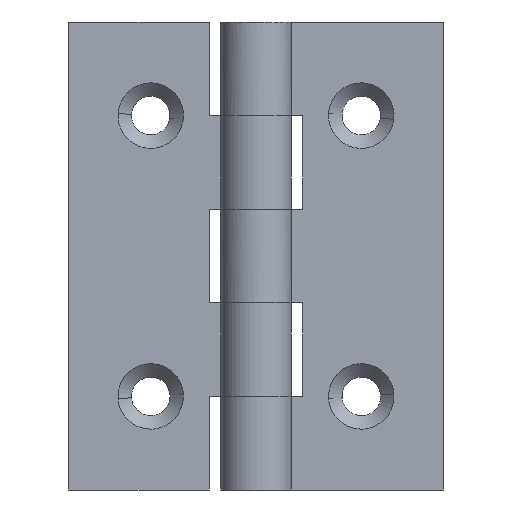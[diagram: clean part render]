
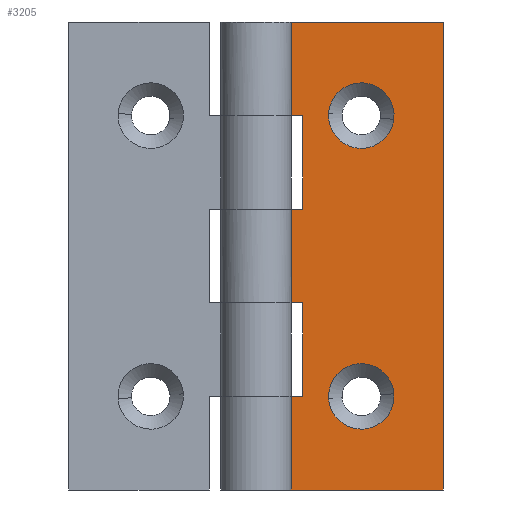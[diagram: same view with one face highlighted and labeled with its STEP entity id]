
A CAD part, front view. The second image highlights one B-rep face of the part: STEP entity #3205.
In plain terms, the highlighted free-form (B-spline) face has degree [1, 1] with [2, 2] control points.
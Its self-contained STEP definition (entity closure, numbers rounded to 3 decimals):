
#1955=CARTESIAN_POINT('',(11.78,1.5,31.67));
#1956=VERTEX_POINT('',#1955);
#1962=CARTESIAN_POINT('',(9.0,1.5,34.8));
#1963=VERTEX_POINT('',#1962);
#1964=CARTESIAN_POINT('',(11.78,1.5,31.67));
#1965=CARTESIAN_POINT('',(11.8,1.5,31.834));
#1966=CARTESIAN_POINT('',(11.8,1.5,32.0));
#1967=CARTESIAN_POINT('',(11.8,1.5,34.8));
#1968=CARTESIAN_POINT('',(9.0,1.5,34.8));
#1976=(BOUNDED_CURVE()B_SPLINE_CURVE(2,(#1964,#1965,#1966,#1967,#1968),.UNSPECIFIED.,.F.,.U.)B_SPLINE_CURVE_WITH_KNOTS((3,2,3),(0.23,0.25,0.5),.UNSPECIFIED.)CURVE()GEOMETRIC_REPRESENTATION_ITEM()RATIONAL_B_SPLINE_CURVE((0.956,0.976,1.0,0.707,1.0))REPRESENTATION_ITEM(''));
#1977=EDGE_CURVE('',#1956,#1963,#1976,.T.);
#1979=CARTESIAN_POINT('',(6.205,1.5,32.171));
#1980=VERTEX_POINT('',#1979);
#1981=CARTESIAN_POINT('',(9.0,1.5,34.8));
#1982=CARTESIAN_POINT('',(6.366,1.5,34.8));
#1983=CARTESIAN_POINT('',(6.205,1.5,32.171));
#1991=(BOUNDED_CURVE()B_SPLINE_CURVE(2,(#1981,#1982,#1983),.UNSPECIFIED.,.F.,.U.)B_SPLINE_CURVE_WITH_KNOTS((3,3),(0.5,0.739),.UNSPECIFIED.)CURVE()GEOMETRIC_REPRESENTATION_ITEM()RATIONAL_B_SPLINE_CURVE((1.0,0.72,0.976))REPRESENTATION_ITEM(''));
#1992=EDGE_CURVE('',#1963,#1980,#1991,.T.);
#2026=CARTESIAN_POINT('',(9.0,1.5,29.2));
#2027=VERTEX_POINT('',#2026);
#2028=CARTESIAN_POINT('',(6.205,1.5,32.171));
#2029=CARTESIAN_POINT('',(6.2,1.5,32.086));
#2030=CARTESIAN_POINT('',(6.2,1.5,32.0));
#2031=CARTESIAN_POINT('',(6.2,1.5,29.2));
#2032=CARTESIAN_POINT('',(9.0,1.5,29.2));
#2040=(BOUNDED_CURVE()B_SPLINE_CURVE(2,(#2028,#2029,#2030,#2031,#2032),.UNSPECIFIED.,.F.,.U.)B_SPLINE_CURVE_WITH_KNOTS((3,2,3),(0.739,0.75,1.0),.UNSPECIFIED.)CURVE()GEOMETRIC_REPRESENTATION_ITEM()RATIONAL_B_SPLINE_CURVE((0.976,0.988,1.0,0.707,1.0))REPRESENTATION_ITEM(''));
#2041=EDGE_CURVE('',#1980,#2027,#2040,.T.);
#2043=CARTESIAN_POINT('',(9.0,1.5,29.2));
#2044=CARTESIAN_POINT('',(11.487,1.5,29.2));
#2045=CARTESIAN_POINT('',(11.78,1.5,31.67));
#2053=(BOUNDED_CURVE()B_SPLINE_CURVE(2,(#2043,#2044,#2045),.UNSPECIFIED.,.F.,.U.)B_SPLINE_CURVE_WITH_KNOTS((3,3),(0.0,0.23),.UNSPECIFIED.)CURVE()GEOMETRIC_REPRESENTATION_ITEM()RATIONAL_B_SPLINE_CURVE((1.0,0.731,0.956))REPRESENTATION_ITEM(''));
#2054=EDGE_CURVE('',#2027,#1956,#2053,.T.);
#2280=CARTESIAN_POINT('',(11.791,1.5,8.22));
#2281=VERTEX_POINT('',#2280);
#2287=CARTESIAN_POINT('',(9.0,1.5,10.8));
#2288=VERTEX_POINT('',#2287);
#2289=CARTESIAN_POINT('',(9.0,1.5,10.8));
#2290=CARTESIAN_POINT('',(11.588,1.5,10.8));
#2291=CARTESIAN_POINT('',(11.791,1.5,8.22));
#2299=(BOUNDED_CURVE()B_SPLINE_CURVE(2,(#2289,#2290,#2291),.UNSPECIFIED.,.F.,.U.)B_SPLINE_CURVE_WITH_KNOTS((3,3),(0.0,0.236),.UNSPECIFIED.)CURVE()GEOMETRIC_REPRESENTATION_ITEM()RATIONAL_B_SPLINE_CURVE((1.0,0.723,0.97))REPRESENTATION_ITEM(''));
#2300=EDGE_CURVE('',#2288,#2281,#2299,.T.);
#2302=CARTESIAN_POINT('',(6.209,1.5,7.78));
#2303=VERTEX_POINT('',#2302);
#2304=CARTESIAN_POINT('',(6.209,1.5,7.78));
#2305=CARTESIAN_POINT('',(6.2,1.5,7.89));
#2306=CARTESIAN_POINT('',(6.2,1.5,8.0));
#2307=CARTESIAN_POINT('',(6.2,1.5,10.8));
#2308=CARTESIAN_POINT('',(9.0,1.5,10.8));
#2316=(BOUNDED_CURVE()B_SPLINE_CURVE(2,(#2304,#2305,#2306,#2307,#2308),.UNSPECIFIED.,.F.,.U.)B_SPLINE_CURVE_WITH_KNOTS((3,2,3),(0.736,0.75,1.0),.UNSPECIFIED.)CURVE()GEOMETRIC_REPRESENTATION_ITEM()RATIONAL_B_SPLINE_CURVE((0.97,0.984,1.0,0.707,1.0))REPRESENTATION_ITEM(''));
#2317=EDGE_CURVE('',#2303,#2288,#2316,.T.);
#2354=CARTESIAN_POINT('',(9.0,1.5,5.2));
#2355=VERTEX_POINT('',#2354);
#2356=CARTESIAN_POINT('',(9.0,1.5,5.2));
#2357=CARTESIAN_POINT('',(6.412,1.5,5.2));
#2358=CARTESIAN_POINT('',(6.209,1.5,7.78));
#2366=(BOUNDED_CURVE()B_SPLINE_CURVE(2,(#2356,#2357,#2358),.UNSPECIFIED.,.F.,.U.)B_SPLINE_CURVE_WITH_KNOTS((3,3),(0.5,0.736),.UNSPECIFIED.)CURVE()GEOMETRIC_REPRESENTATION_ITEM()RATIONAL_B_SPLINE_CURVE((1.0,0.723,0.97))REPRESENTATION_ITEM(''));
#2367=EDGE_CURVE('',#2355,#2303,#2366,.T.);
#2369=CARTESIAN_POINT('',(11.791,1.5,8.22));
#2370=CARTESIAN_POINT('',(11.8,1.5,8.11));
#2371=CARTESIAN_POINT('',(11.8,1.5,8.0));
#2372=CARTESIAN_POINT('',(11.8,1.5,5.2));
#2373=CARTESIAN_POINT('',(9.0,1.5,5.2));
#2381=(BOUNDED_CURVE()B_SPLINE_CURVE(2,(#2369,#2370,#2371,#2372,#2373),.UNSPECIFIED.,.F.,.U.)B_SPLINE_CURVE_WITH_KNOTS((3,2,3),(0.236,0.25,0.5),.UNSPECIFIED.)CURVE()GEOMETRIC_REPRESENTATION_ITEM()RATIONAL_B_SPLINE_CURVE((0.97,0.984,1.0,0.707,1.0))REPRESENTATION_ITEM(''));
#2382=EDGE_CURVE('',#2281,#2355,#2381,.T.);
#2402=CARTESIAN_POINT('',(4.0,1.5,32.0));
#2403=VERTEX_POINT('',#2402);
#2409=CARTESIAN_POINT('',(0.0,1.5,32.0));
#2410=VERTEX_POINT('',#2409);
#2411=CARTESIAN_POINT('',(0.0,1.5,32.0));
#2412=CARTESIAN_POINT('',(4.0,1.5,32.0));
#2413=QUASI_UNIFORM_CURVE('',1,(#2411,#2412),.UNSPECIFIED.,.F.,.U.);
#2414=EDGE_CURVE('',#2410,#2403,#2413,.T.);
#2501=CARTESIAN_POINT('',(0.0,1.5,24.0));
#2502=VERTEX_POINT('',#2501);
#2522=CARTESIAN_POINT('',(4.0,1.5,24.0));
#2523=VERTEX_POINT('',#2522);
#2524=CARTESIAN_POINT('',(4.0,1.5,24.0));
#2525=CARTESIAN_POINT('',(0.0,1.5,24.0));
#2526=QUASI_UNIFORM_CURVE('',1,(#2524,#2525),.UNSPECIFIED.,.F.,.U.);
#2527=EDGE_CURVE('',#2523,#2502,#2526,.T.);
#2556=CARTESIAN_POINT('',(4.0,1.5,32.0));
#2557=CARTESIAN_POINT('',(4.0,1.5,24.0));
#2558=QUASI_UNIFORM_CURVE('',1,(#2556,#2557),.UNSPECIFIED.,.F.,.U.);
#2559=EDGE_CURVE('',#2403,#2523,#2558,.T.);
#2599=CARTESIAN_POINT('',(0.0,1.5,8.0));
#2600=VERTEX_POINT('',#2599);
#2620=CARTESIAN_POINT('',(4.0,1.5,8.0));
#2621=VERTEX_POINT('',#2620);
#2622=CARTESIAN_POINT('',(4.0,1.5,8.0));
#2623=CARTESIAN_POINT('',(0.0,1.5,8.0));
#2624=QUASI_UNIFORM_CURVE('',1,(#2622,#2623),.UNSPECIFIED.,.F.,.U.);
#2625=EDGE_CURVE('',#2621,#2600,#2624,.T.);
#2656=CARTESIAN_POINT('',(4.0,1.5,16.0));
#2657=VERTEX_POINT('',#2656);
#2663=CARTESIAN_POINT('',(0.0,1.5,16.0));
#2664=VERTEX_POINT('',#2663);
#2665=CARTESIAN_POINT('',(0.0,1.5,16.0));
#2666=CARTESIAN_POINT('',(4.0,1.5,16.0));
#2667=QUASI_UNIFORM_CURVE('',1,(#2665,#2666),.UNSPECIFIED.,.F.,.U.);
#2668=EDGE_CURVE('',#2664,#2657,#2667,.T.);
#2732=CARTESIAN_POINT('',(4.0,1.5,16.0));
#2733=CARTESIAN_POINT('',(4.0,1.5,8.0));
#2734=QUASI_UNIFORM_CURVE('',1,(#2732,#2733),.UNSPECIFIED.,.F.,.U.);
#2735=EDGE_CURVE('',#2657,#2621,#2734,.T.);
#2775=CARTESIAN_POINT('',(0.0,1.5,40.0));
#2776=VERTEX_POINT('',#2775);
#2796=CARTESIAN_POINT('',(16.0,1.5,40.0));
#2797=VERTEX_POINT('',#2796);
#2798=CARTESIAN_POINT('',(16.0,1.5,40.0));
#2799=CARTESIAN_POINT('',(0.0,1.5,40.0));
#2800=QUASI_UNIFORM_CURVE('',1,(#2798,#2799),.UNSPECIFIED.,.F.,.U.);
#2801=EDGE_CURVE('',#2797,#2776,#2800,.T.);
#2853=CARTESIAN_POINT('',(16.0,1.5,0.0));
#2854=VERTEX_POINT('',#2853);
#2860=CARTESIAN_POINT('',(0.0,1.5,0.0));
#2861=VERTEX_POINT('',#2860);
#2862=CARTESIAN_POINT('',(16.0,1.5,0.0));
#2863=CARTESIAN_POINT('',(0.0,1.5,0.0));
#2864=QUASI_UNIFORM_CURVE('',1,(#2862,#2863),.UNSPECIFIED.,.F.,.U.);
#2865=EDGE_CURVE('',#2854,#2861,#2864,.T.);
#2941=CARTESIAN_POINT('',(0.0,1.5,0.0));
#2942=CARTESIAN_POINT('',(0.0,1.5,8.0));
#2943=QUASI_UNIFORM_CURVE('',1,(#2941,#2942),.UNSPECIFIED.,.F.,.U.);
#2944=EDGE_CURVE('',#2861,#2600,#2943,.T.);
#2955=CARTESIAN_POINT('',(16.0,1.5,0.0));
#2956=CARTESIAN_POINT('',(16.0,1.5,40.0));
#2957=QUASI_UNIFORM_CURVE('',1,(#2955,#2956),.UNSPECIFIED.,.F.,.U.);
#2958=EDGE_CURVE('',#2854,#2797,#2957,.T.);
#3049=CARTESIAN_POINT('',(0.0,1.5,32.0));
#3050=CARTESIAN_POINT('',(0.0,1.5,40.0));
#3051=QUASI_UNIFORM_CURVE('',1,(#3049,#3050),.UNSPECIFIED.,.F.,.U.);
#3052=EDGE_CURVE('',#2410,#2776,#3051,.T.);
#3166=CARTESIAN_POINT('',(0.0,1.5,16.0));
#3167=CARTESIAN_POINT('',(0.0,1.5,24.0));
#3168=QUASI_UNIFORM_CURVE('',1,(#3166,#3167),.UNSPECIFIED.,.F.,.U.);
#3169=EDGE_CURVE('',#2664,#2502,#3168,.T.);
#3174=CARTESIAN_POINT('',(-0.799,1.5,-1.998));
#3175=CARTESIAN_POINT('',(-0.799,1.5,41.998));
#3176=CARTESIAN_POINT('',(16.799,1.5,-1.998));
#3177=CARTESIAN_POINT('',(16.799,1.5,41.998));
#3178=B_SPLINE_SURFACE_WITH_KNOTS('',1,1,((#3174,#3176),(#3175,#3177)),.UNSPECIFIED.,.F.,.F.,.U.,(2,2),(2,2),(0.0,43.996),(0.0,17.598),.UNSPECIFIED.);
#3179=ORIENTED_EDGE('',*,*,#2559,.T.);
#3180=ORIENTED_EDGE('',*,*,#2527,.T.);
#3181=ORIENTED_EDGE('',*,*,#3169,.F.);
#3182=ORIENTED_EDGE('',*,*,#2668,.T.);
#3183=ORIENTED_EDGE('',*,*,#2735,.T.);
#3184=ORIENTED_EDGE('',*,*,#2625,.T.);
#3185=ORIENTED_EDGE('',*,*,#2944,.F.);
#3186=ORIENTED_EDGE('',*,*,#2865,.F.);
#3187=ORIENTED_EDGE('',*,*,#2958,.T.);
#3188=ORIENTED_EDGE('',*,*,#2801,.T.);
#3189=ORIENTED_EDGE('',*,*,#3052,.F.);
#3190=ORIENTED_EDGE('',*,*,#2414,.T.);
#3191=EDGE_LOOP('',(#3179,#3180,#3181,#3182,#3183,#3184,#3185,#3186,#3187,#3188,#3189,#3190));
#3192=FACE_OUTER_BOUND('',#3191,.T.);
#3193=ORIENTED_EDGE('',*,*,#2367,.T.);
#3194=ORIENTED_EDGE('',*,*,#2317,.T.);
#3195=ORIENTED_EDGE('',*,*,#2300,.T.);
#3196=ORIENTED_EDGE('',*,*,#2382,.T.);
#3197=EDGE_LOOP('',(#3193,#3194,#3195,#3196));
#3198=FACE_BOUND('',#3197,.T.);
#3199=ORIENTED_EDGE('',*,*,#1992,.F.);
#3200=ORIENTED_EDGE('',*,*,#1977,.F.);
#3201=ORIENTED_EDGE('',*,*,#2054,.F.);
#3202=ORIENTED_EDGE('',*,*,#2041,.F.);
#3203=EDGE_LOOP('',(#3199,#3200,#3201,#3202));
#3204=FACE_BOUND('',#3203,.T.);
#3205=ADVANCED_FACE('',(#3192,#3198,#3204),#3178,.F.);
